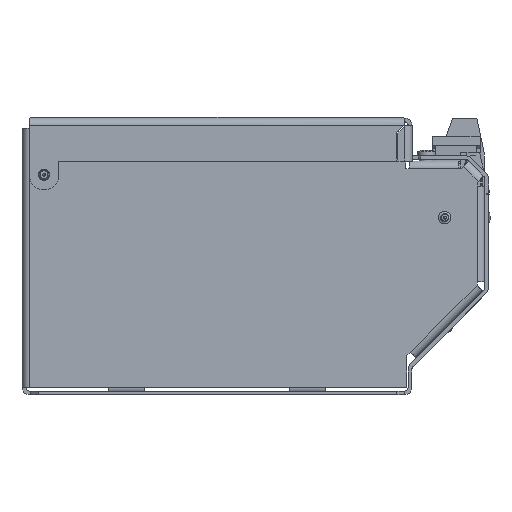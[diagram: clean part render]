
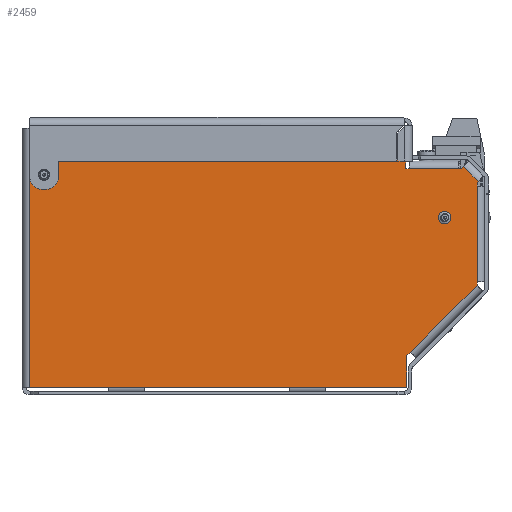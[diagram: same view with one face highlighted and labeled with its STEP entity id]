
A CAD part, left-side view. The second image highlights one B-rep face of the part: STEP entity #2459.
In plain terms, the highlighted planar face has unit normal (-1, 0, 0).
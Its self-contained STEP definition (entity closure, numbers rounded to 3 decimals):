
#2459 = ADVANCED_FACE( '', ( #6362, #6363, #6364 ), #6365, .F. );
#6362 = FACE_OUTER_BOUND( '', #11974, .T. );
#6363 = FACE_BOUND( '', #11975, .T. );
#6364 = FACE_BOUND( '', #11976, .T. );
#6365 = PLANE( '', #11977 );
#11974 = EDGE_LOOP( '', ( #19802, #19803, #19804, #19805, #19806, #19807, #19808, #19809, #19810, #19811, #19812, #19813, #19814, #19815, #19816, #19817, #19818, #19819, #19820 ) );
#11975 = EDGE_LOOP( '', ( #19821 ) );
#11976 = EDGE_LOOP( '', ( #19822 ) );
#11977 = AXIS2_PLACEMENT_3D( '', #19823, #19824, #19825 );
#19802 = ORIENTED_EDGE( '', *, *, #32246, .T. );
#19803 = ORIENTED_EDGE( '', *, *, #32247, .T. );
#19804 = ORIENTED_EDGE( '', *, *, #31203, .F. );
#19805 = ORIENTED_EDGE( '', *, *, #32248, .T. );
#19806 = ORIENTED_EDGE( '', *, *, #32249, .F. );
#19807 = ORIENTED_EDGE( '', *, *, #32250, .F. );
#19808 = ORIENTED_EDGE( '', *, *, #32251, .F. );
#19809 = ORIENTED_EDGE( '', *, *, #32252, .F. );
#19810 = ORIENTED_EDGE( '', *, *, #31141, .F. );
#19811 = ORIENTED_EDGE( '', *, *, #32253, .T. );
#19812 = ORIENTED_EDGE( '', *, *, #32254, .F. );
#19813 = ORIENTED_EDGE( '', *, *, #32255, .F. );
#19814 = ORIENTED_EDGE( '', *, *, #32256, .T. );
#19815 = ORIENTED_EDGE( '', *, *, #32257, .F. );
#19816 = ORIENTED_EDGE( '', *, *, #31189, .F. );
#19817 = ORIENTED_EDGE( '', *, *, #32258, .F. );
#19818 = ORIENTED_EDGE( '', *, *, #32259, .T. );
#19819 = ORIENTED_EDGE( '', *, *, #32260, .F. );
#19820 = ORIENTED_EDGE( '', *, *, #32017, .T. );
#19821 = ORIENTED_EDGE( '', *, *, #31612, .T. );
#19822 = ORIENTED_EDGE( '', *, *, #32261, .T. );
#19823 = CARTESIAN_POINT( '', ( 0., 32., 0. ) );
#19824 = DIRECTION( '', ( 1., 0., 0. ) );
#19825 = DIRECTION( '', ( 0., 0., -1. ) );
#31141 = EDGE_CURVE( '', #36032, #36034, #36035, .T. );
#31189 = EDGE_CURVE( '', #36116, #36118, #36119, .T. );
#31203 = EDGE_CURVE( '', #36142, #36144, #36145, .T. );
#31612 = EDGE_CURVE( '', #36873, #36873, #36874, .T. );
#32017 = EDGE_CURVE( '', #37554, #37555, #37556, .T. );
#32246 = EDGE_CURVE( '', #37555, #37913, #37914, .T. );
#32247 = EDGE_CURVE( '', #37913, #36144, #37915, .T. );
#32248 = EDGE_CURVE( '', #36142, #37916, #37917, .T. );
#32249 = EDGE_CURVE( '', #37918, #37916, #37919, .T. );
#32250 = EDGE_CURVE( '', #37920, #37918, #37921, .T. );
#32251 = EDGE_CURVE( '', #37922, #37920, #37923, .T. );
#32252 = EDGE_CURVE( '', #36034, #37922, #37924, .T. );
#32253 = EDGE_CURVE( '', #36032, #37925, #37926, .T. );
#32254 = EDGE_CURVE( '', #37927, #37925, #37928, .T. );
#32255 = EDGE_CURVE( '', #37929, #37927, #37930, .T. );
#32256 = EDGE_CURVE( '', #37929, #37931, #37932, .T. );
#32257 = EDGE_CURVE( '', #36118, #37931, #37933, .T. );
#32258 = EDGE_CURVE( '', #37934, #36116, #37935, .T. );
#32259 = EDGE_CURVE( '', #37934, #37936, #37937, .T. );
#32260 = EDGE_CURVE( '', #37554, #37936, #37938, .T. );
#32261 = EDGE_CURVE( '', #37939, #37939, #37940, .T. );
#36032 = VERTEX_POINT( '', #43230 );
#36034 = VERTEX_POINT( '', #43233 );
#36035 = LINE( '', #43234, #43235 );
#36116 = VERTEX_POINT( '', #43371 );
#36118 = VERTEX_POINT( '', #43374 );
#36119 = LINE( '', #43375, #43376 );
#36142 = VERTEX_POINT( '', #43408 );
#36144 = VERTEX_POINT( '', #43410 );
#36145 = LINE( '', #43411, #43412 );
#36873 = VERTEX_POINT( '', #44555 );
#36874 = CIRCLE( '', #44556, 2.5 );
#37554 = VERTEX_POINT( '', #45654 );
#37555 = VERTEX_POINT( '', #45655 );
#37556 = LINE( '', #45656, #45657 );
#37913 = VERTEX_POINT( '', #46293 );
#37914 = LINE( '', #46294, #46295 );
#37915 = LINE( '', #46296, #46297 );
#37916 = VERTEX_POINT( '', #46298 );
#37917 = LINE( '', #46299, #46300 );
#37918 = VERTEX_POINT( '', #46301 );
#37919 = LINE( '', #46302, #46303 );
#37920 = VERTEX_POINT( '', #46304 );
#37921 = LINE( '', #46305, #46306 );
#37922 = VERTEX_POINT( '', #46307 );
#37923 = LINE( '', #46308, #46309 );
#37924 = LINE( '', #46310, #46311 );
#37925 = VERTEX_POINT( '', #46312 );
#37926 = LINE( '', #46313, #46314 );
#37927 = VERTEX_POINT( '', #46315 );
#37928 = LINE( '', #46316, #46317 );
#37929 = VERTEX_POINT( '', #46318 );
#37930 = LINE( '', #46319, #46320 );
#37931 = VERTEX_POINT( '', #46321 );
#37932 = LINE( '', #46322, #46323 );
#37933 = LINE( '', #46324, #46325 );
#37934 = VERTEX_POINT( '', #46326 );
#37935 = LINE( '', #46327, #46328 );
#37936 = VERTEX_POINT( '', #46329 );
#37937 = LINE( '', #46330, #46331 );
#37938 = LINE( '', #46332, #46333 );
#37939 = VERTEX_POINT( '', #46334 );
#37940 = CIRCLE( '', #46335, 2.052 );
#43230 = CARTESIAN_POINT( '', ( 0., 4.6, 44.967 ) );
#43233 = CARTESIAN_POINT( '', ( 0., 4.6, 43.467 ) );
#43234 = CARTESIAN_POINT( '', ( 0., 4.6, 77.4 ) );
#43235 = VECTOR( '', #53758, 1000. );
#43371 = CARTESIAN_POINT( '', ( 0., 10.908, 89.9 ) );
#43374 = CARTESIAN_POINT( '', ( 0., 10.075, 90.733 ) );
#43375 = CARTESIAN_POINT( '', ( 0., 7.908, 92.9 ) );
#43376 = VECTOR( '', #53803, 1000. );
#43408 = CARTESIAN_POINT( '', ( 0., 182.5, 106. ) );
#43410 = CARTESIAN_POINT( '', ( 0., 172.5, 106. ) );
#43411 = CARTESIAN_POINT( '', ( 0., 184.067, 106. ) );
#43412 = VECTOR( '', #53819, 1000. );
#44555 = CARTESIAN_POINT( '', ( 0., 17.5, 67.9 ) );
#44556 = AXIS2_PLACEMENT_3D( '', #54311, #54312, #54313 );
#45654 = CARTESIAN_POINT( '', ( 0., 33., 89.9 ) );
#45655 = CARTESIAN_POINT( '', ( 0., 33., 93.4 ) );
#45656 = CARTESIAN_POINT( '', ( 0., 33., 92.9 ) );
#45657 = VECTOR( '', #54716, 1000. );
#46293 = CARTESIAN_POINT( '', ( 0., 159.9, 93.4 ) );
#46294 = CARTESIAN_POINT( '', ( 0., 33., 93.4 ) );
#46295 = VECTOR( '', #54962, 1000. );
#46296 = CARTESIAN_POINT( '', ( 0., 49.25, -17.25 ) );
#46297 = VECTOR( '', #54963, 1000. );
#46298 = CARTESIAN_POINT( '', ( 0., 182.5, 3. ) );
#46299 = CARTESIAN_POINT( '', ( 0., 182.5, 106. ) );
#46300 = VECTOR( '', #54964, 1000. );
#46301 = CARTESIAN_POINT( '', ( 0., 32.567, 3. ) );
#46302 = CARTESIAN_POINT( '', ( 0., 32.567, 3. ) );
#46303 = VECTOR( '', #54965, 1000. );
#46304 = CARTESIAN_POINT( '', ( 0., 32.567, 15.5 ) );
#46305 = CARTESIAN_POINT( '', ( 0., 32.567, 15.5 ) );
#46306 = VECTOR( '', #54966, 1000. );
#46307 = CARTESIAN_POINT( '', ( 0., 31.153, 16.914 ) );
#46308 = CARTESIAN_POINT( '', ( 0., 4.6, 43.467 ) );
#46309 = VECTOR( '', #54967, 1000. );
#46310 = CARTESIAN_POINT( '', ( 0., 4.6, 43.467 ) );
#46311 = VECTOR( '', #54968, 1000. );
#46312 = CARTESIAN_POINT( '', ( 0., 4.6, 82.9 ) );
#46313 = CARTESIAN_POINT( '', ( 0., 4.6, 44.967 ) );
#46314 = VECTOR( '', #54969, 1000. );
#46315 = CARTESIAN_POINT( '', ( 0., 4.6, 84.395 ) );
#46316 = CARTESIAN_POINT( '', ( 0., 4.6, 77.4 ) );
#46317 = VECTOR( '', #54970, 1000. );
#46318 = CARTESIAN_POINT( '', ( 0., 4.169, 84.826 ) );
#46319 = CARTESIAN_POINT( '', ( 0., 2., 86.995 ) );
#46320 = VECTOR( '', #54971, 1000. );
#46321 = CARTESIAN_POINT( '', ( 0., 10.074, 90.731 ) );
#46322 = CARTESIAN_POINT( '', ( 0., 4.169, 84.826 ) );
#46323 = VECTOR( '', #54972, 1000. );
#46324 = CARTESIAN_POINT( '', ( 0., 4.167, 84.825 ) );
#46325 = VECTOR( '', #54973, 1000. );
#46326 = CARTESIAN_POINT( '', ( 0., 12., 89.9 ) );
#46327 = CARTESIAN_POINT( '', ( 0., 11.998, 89.9 ) );
#46328 = VECTOR( '', #54974, 1000. );
#46329 = CARTESIAN_POINT( '', ( 0., 31.5, 89.9 ) );
#46330 = CARTESIAN_POINT( '', ( 0., 12., 89.9 ) );
#46331 = VECTOR( '', #54975, 1000. );
#46332 = CARTESIAN_POINT( '', ( 0., 11.998, 89.9 ) );
#46333 = VECTOR( '', #54976, 1000. );
#46334 = CARTESIAN_POINT( '', ( 0., 174.698, 87.4 ) );
#46335 = AXIS2_PLACEMENT_3D( '', #54977, #54978, #54979 );
#53758 = DIRECTION( '', ( 0., 0., -1. ) );
#53803 = DIRECTION( '', ( 0., -0.707, 0.707 ) );
#53819 = DIRECTION( '', ( 0., -1., 0. ) );
#54311 = CARTESIAN_POINT( '', ( 0., 17.5, 70.4 ) );
#54312 = DIRECTION( '', ( 1., 0., 0. ) );
#54313 = DIRECTION( '', ( 0., 0., -1. ) );
#54716 = DIRECTION( '', ( 0., 0., 1. ) );
#54962 = DIRECTION( '', ( 0., 1., 0. ) );
#54963 = DIRECTION( '', ( 0., 0.707, 0.707 ) );
#54964 = DIRECTION( '', ( 0., 0., -1. ) );
#54965 = DIRECTION( '', ( 0., 1., 0. ) );
#54966 = DIRECTION( '', ( 0., 0., -1. ) );
#54967 = DIRECTION( '', ( 0., 0.707, -0.707 ) );
#54968 = DIRECTION( '', ( 0., 0.707, -0.707 ) );
#54969 = DIRECTION( '', ( 0., 0., 1. ) );
#54970 = DIRECTION( '', ( 0., 0., -1. ) );
#54971 = DIRECTION( '', ( 0., 0.707, -0.707 ) );
#54972 = DIRECTION( '', ( 0., 0.707, 0.707 ) );
#54973 = DIRECTION( '', ( 0., -0.707, -0.707 ) );
#54974 = DIRECTION( '', ( 0., -1., 0. ) );
#54975 = DIRECTION( '', ( 0., 1., 0. ) );
#54976 = DIRECTION( '', ( 0., -1., 0. ) );
#54977 = CARTESIAN_POINT( '', ( 0., 176.75, 87.4 ) );
#54978 = DIRECTION( '', ( 1., 0., 0. ) );
#54979 = DIRECTION( '', ( 0., -1., 0. ) );
